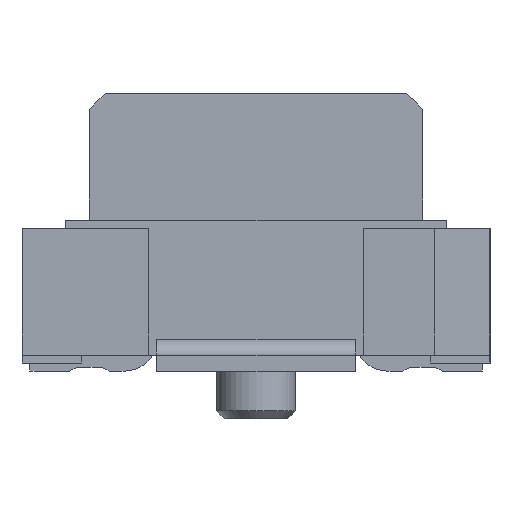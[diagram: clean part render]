
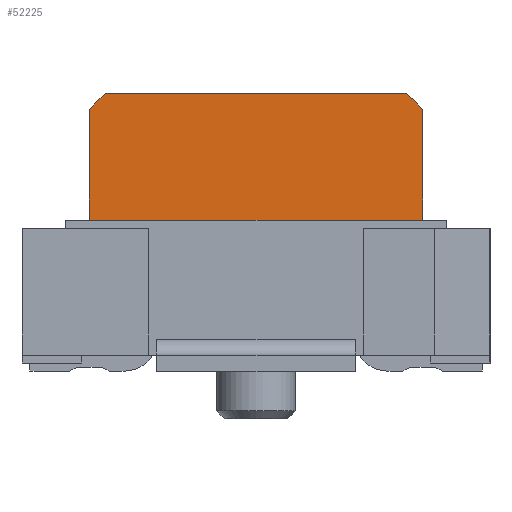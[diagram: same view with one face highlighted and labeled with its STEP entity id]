
A CAD part, left-side view. The second image highlights one B-rep face of the part: STEP entity #52225.
In plain terms, the highlighted planar face has unit normal (-1, 0, 0).
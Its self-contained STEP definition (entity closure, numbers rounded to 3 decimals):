
#6200 = VERTEX_POINT('',#6201);
#6201 = CARTESIAN_POINT('',(-22.3,-2.1,1.808));
#6207 = EDGE_CURVE('',#6208,#6200,#6210,.T.);
#6208 = VERTEX_POINT('',#6209);
#6209 = CARTESIAN_POINT('',(-22.3,-1.9,1.808));
#6210 = LINE('',#6211,#6212);
#6211 = CARTESIAN_POINT('',(-22.3,-1.359,1.808));
#6212 = VECTOR('',#6213,1.);
#6213 = DIRECTION('',(0.,-1.,0.));
#6232 = VERTEX_POINT('',#6233);
#6233 = CARTESIAN_POINT('',(-22.3,1.9,1.808));
#6239 = EDGE_CURVE('',#6240,#6232,#6242,.T.);
#6240 = VERTEX_POINT('',#6241);
#6241 = CARTESIAN_POINT('',(-22.3,2.1,1.808));
#6242 = LINE('',#6243,#6244);
#6243 = CARTESIAN_POINT('',(-22.3,-1.359,1.808));
#6244 = VECTOR('',#6245,1.);
#6245 = DIRECTION('',(0.,-1.,0.));
#37052 = VERTEX_POINT('',#37053);
#37053 = CARTESIAN_POINT('',(-22.3,-2.1,3.308)
  );
#37059 = EDGE_CURVE('',#37052,#6200,#37060,.T.);
#37060 = LINE('',#37061,#37062);
#37061 = CARTESIAN_POINT('',(-22.3,-2.1,0.));
#37062 = VECTOR('',#37063,1.);
#37063 = DIRECTION('',(0.,0.,-1.));
#46586 = VERTEX_POINT('',#46587);
#46587 = CARTESIAN_POINT('',(-22.3,-1.9,3.508)
  );
#46634 = VERTEX_POINT('',#46635);
#46635 = CARTESIAN_POINT('',(-22.3,1.9,3.508));
#46641 = EDGE_CURVE('',#46634,#46586,#46642,.T.);
#46642 = LINE('',#46643,#46644);
#46643 = CARTESIAN_POINT('',(-22.3,-1.359,3.508));
#46644 = VECTOR('',#46645,1.);
#46645 = DIRECTION('',(0.,-1.,0.));
#50635 = VERTEX_POINT('',#50636);
#50636 = CARTESIAN_POINT('',(-22.3,1.8,1.308));
#50642 = EDGE_CURVE('',#50635,#50643,#50645,.T.);
#50643 = VERTEX_POINT('',#50644);
#50644 = CARTESIAN_POINT('',(-22.3,1.8,1.708));
#50645 = LINE('',#50646,#50647);
#50646 = CARTESIAN_POINT('',(-22.3,1.8,0.));
#50647 = VECTOR('',#50648,1.);
#50648 = DIRECTION('',(0.,0.,1.));
#50746 = VERTEX_POINT('',#50747);
#50747 = CARTESIAN_POINT('',(-22.3,-1.8,1.308)
  );
#50755 = EDGE_CURVE('',#50635,#50746,#50756,.T.);
#50756 = LINE('',#50757,#50758);
#50757 = CARTESIAN_POINT('',(-22.3,-1.359,1.308));
#50758 = VECTOR('',#50759,1.);
#50759 = DIRECTION('',(0.,-1.,0.));
#51018 = EDGE_CURVE('',#46586,#37052,#51019,.T.);
#51019 = LINE('',#51020,#51021);
#51020 = CARTESIAN_POINT('',(-22.3,-5.408,0.));
#51021 = VECTOR('',#51022,1.);
#51022 = DIRECTION('',(0.,-0.707,
    -0.707));
#51041 = VERTEX_POINT('',#51042);
#51042 = CARTESIAN_POINT('',(-22.3,2.1,3.308));
#51048 = EDGE_CURVE('',#51041,#46634,#51049,.T.);
#51049 = LINE('',#51050,#51051);
#51050 = CARTESIAN_POINT('',(-22.3,5.408,0.));
#51051 = VECTOR('',#51052,1.);
#51052 = DIRECTION('',(0.,-0.707,
    0.707));
#51909 = EDGE_CURVE('',#51910,#50746,#51912,.T.);
#51910 = VERTEX_POINT('',#51911);
#51911 = CARTESIAN_POINT('',(-22.3,-1.8,1.708)
  );
#51912 = LINE('',#51913,#51914);
#51913 = CARTESIAN_POINT('',(-22.3,-1.8,0.));
#51914 = VECTOR('',#51915,1.);
#51915 = DIRECTION('',(0.,0.,-1.));
#52225 = ADVANCED_FACE('',(#52226),#52255,.T.);
#52226 = FACE_BOUND('',#52227,.T.);
#52227 = EDGE_LOOP('',(#52228,#52234,#52235,#52241,#52242,#52243,#52244,
    #52250,#52251,#52252,#52253,#52254));
#52228 = ORIENTED_EDGE('',*,*,#52229,.F.);
#52229 = EDGE_CURVE('',#6240,#51041,#52230,.T.);
#52230 = LINE('',#52231,#52232);
#52231 = CARTESIAN_POINT('',(-22.3,2.1,0.));
#52232 = VECTOR('',#52233,1.);
#52233 = DIRECTION('',(0.,0.,1.));
#52234 = ORIENTED_EDGE('',*,*,#6239,.T.);
#52235 = ORIENTED_EDGE('',*,*,#52236,.T.);
#52236 = EDGE_CURVE('',#6232,#50643,#52237,.T.);
#52237 = LINE('',#52238,#52239);
#52238 = CARTESIAN_POINT('',(-22.3,0.092,0.));
#52239 = VECTOR('',#52240,1.);
#52240 = DIRECTION('',(0.,-0.707,
    -0.707));
#52241 = ORIENTED_EDGE('',*,*,#50642,.F.);
#52242 = ORIENTED_EDGE('',*,*,#50755,.T.);
#52243 = ORIENTED_EDGE('',*,*,#51909,.F.);
#52244 = ORIENTED_EDGE('',*,*,#52245,.T.);
#52245 = EDGE_CURVE('',#51910,#6208,#52246,.T.);
#52246 = LINE('',#52247,#52248);
#52247 = CARTESIAN_POINT('',(-22.3,-0.092,0.));
#52248 = VECTOR('',#52249,1.);
#52249 = DIRECTION('',(0.,-0.707,
    0.707));
#52250 = ORIENTED_EDGE('',*,*,#6207,.T.);
#52251 = ORIENTED_EDGE('',*,*,#37059,.F.);
#52252 = ORIENTED_EDGE('',*,*,#51018,.F.);
#52253 = ORIENTED_EDGE('',*,*,#46641,.F.);
#52254 = ORIENTED_EDGE('',*,*,#51048,.F.);
#52255 = PLANE('',#52256);
#52256 = AXIS2_PLACEMENT_3D('',#52257,#52258,#52259);
#52257 = CARTESIAN_POINT('',(-22.3,-2.1,1.808)
  );
#52258 = DIRECTION('',(-1.,0.,0.));
#52259 = DIRECTION('',(0.,1.,0.));
